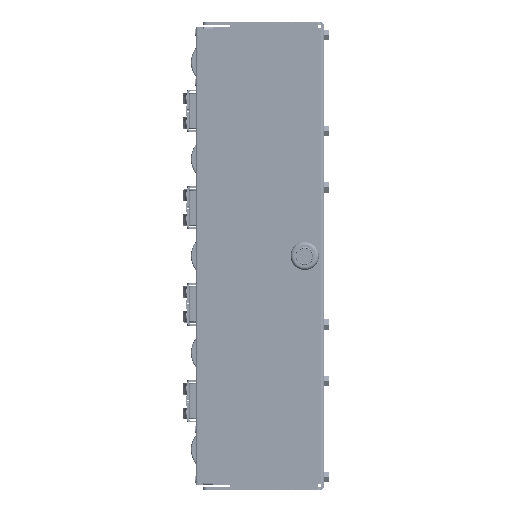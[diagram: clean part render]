
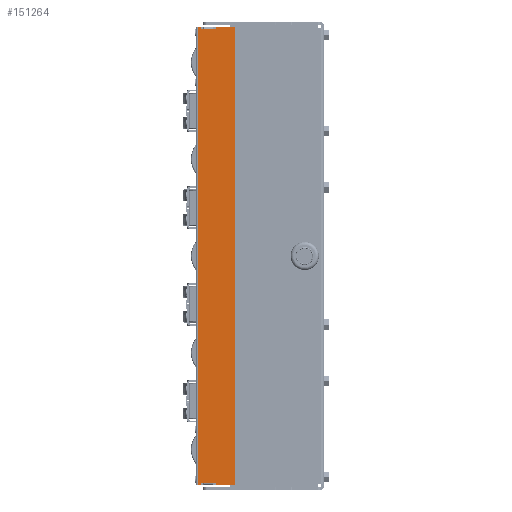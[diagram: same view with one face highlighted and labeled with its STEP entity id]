
A CAD part, left-side view. The second image highlights one B-rep face of the part: STEP entity #151264.
In plain terms, the highlighted planar face has unit normal (-1, 0, 0).
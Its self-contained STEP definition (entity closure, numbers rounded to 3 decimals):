
#12725=CIRCLE('',#165568,5.);
#12726=CIRCLE('',#165569,5.);
#20948=FACE_OUTER_BOUND('',#29670,.T.);
#29670=EDGE_LOOP('',(#118902,#118903,#118904,#118905,#118906,#118907,#118908,
#118909,#118910,#118911,#118912,#118913,#118914,#118915,#118916,#118917,
#118918,#118919,#118920,#118921,#118922,#118923));
#40428=LINE('',#247458,#51983);
#40430=LINE('',#247464,#51985);
#40435=LINE('',#247476,#51990);
#40436=LINE('',#247478,#51991);
#40437=LINE('',#247480,#51992);
#40438=LINE('',#247482,#51993);
#40439=LINE('',#247486,#51994);
#40440=LINE('',#247490,#51995);
#40441=LINE('',#247492,#51996);
#40442=LINE('',#247494,#51997);
#40443=LINE('',#247496,#51998);
#40444=LINE('',#247498,#51999);
#40445=LINE('',#247500,#52000);
#40446=LINE('',#247502,#52001);
#40447=LINE('',#247504,#52002);
#40448=LINE('',#247506,#52003);
#40449=LINE('',#247508,#52004);
#40450=LINE('',#247510,#52005);
#40451=LINE('',#247512,#52006);
#40452=LINE('',#247513,#52007);
#51983=VECTOR('',#201557,10.);
#51985=VECTOR('',#201563,10.);
#51990=VECTOR('',#201572,10.);
#51991=VECTOR('',#201573,10.);
#51992=VECTOR('',#201574,10.);
#51993=VECTOR('',#201575,10.);
#51994=VECTOR('',#201578,10.);
#51995=VECTOR('',#201581,10.);
#51996=VECTOR('',#201582,10.);
#51997=VECTOR('',#201583,10.);
#51998=VECTOR('',#201584,10.);
#51999=VECTOR('',#201585,10.);
#52000=VECTOR('',#201586,10.);
#52001=VECTOR('',#201587,10.);
#52002=VECTOR('',#201588,10.);
#52003=VECTOR('',#201589,10.);
#52004=VECTOR('',#201590,10.);
#52005=VECTOR('',#201591,10.);
#52006=VECTOR('',#201592,10.);
#52007=VECTOR('',#201593,10.);
#65309=VERTEX_POINT('',#247455);
#65310=VERTEX_POINT('',#247457);
#65312=VERTEX_POINT('',#247463);
#65317=VERTEX_POINT('',#247475);
#65318=VERTEX_POINT('',#247477);
#65319=VERTEX_POINT('',#247479);
#65320=VERTEX_POINT('',#247481);
#65321=VERTEX_POINT('',#247483);
#65322=VERTEX_POINT('',#247485);
#65323=VERTEX_POINT('',#247487);
#65324=VERTEX_POINT('',#247489);
#65325=VERTEX_POINT('',#247491);
#65326=VERTEX_POINT('',#247493);
#65327=VERTEX_POINT('',#247495);
#65328=VERTEX_POINT('',#247497);
#65329=VERTEX_POINT('',#247499);
#65330=VERTEX_POINT('',#247501);
#65331=VERTEX_POINT('',#247503);
#65332=VERTEX_POINT('',#247505);
#65333=VERTEX_POINT('',#247507);
#65334=VERTEX_POINT('',#247509);
#65335=VERTEX_POINT('',#247511);
#83993=EDGE_CURVE('',#65309,#65310,#40428,.T.);
#83996=EDGE_CURVE('',#65312,#65310,#40430,.T.);
#84002=EDGE_CURVE('',#65309,#65317,#40435,.T.);
#84003=EDGE_CURVE('',#65317,#65318,#40436,.T.);
#84004=EDGE_CURVE('',#65318,#65319,#40437,.T.);
#84005=EDGE_CURVE('',#65319,#65320,#40438,.T.);
#84006=EDGE_CURVE('',#65321,#65320,#12725,.T.);
#84007=EDGE_CURVE('',#65322,#65321,#40439,.T.);
#84008=EDGE_CURVE('',#65323,#65322,#12726,.T.);
#84009=EDGE_CURVE('',#65324,#65323,#40440,.T.);
#84010=EDGE_CURVE('',#65324,#65325,#40441,.T.);
#84011=EDGE_CURVE('',#65325,#65326,#40442,.T.);
#84012=EDGE_CURVE('',#65326,#65327,#40443,.T.);
#84013=EDGE_CURVE('',#65328,#65327,#40444,.T.);
#84014=EDGE_CURVE('',#65328,#65329,#40445,.T.);
#84015=EDGE_CURVE('',#65329,#65330,#40446,.T.);
#84016=EDGE_CURVE('',#65330,#65331,#40447,.T.);
#84017=EDGE_CURVE('',#65332,#65331,#40448,.T.);
#84018=EDGE_CURVE('',#65333,#65332,#40449,.T.);
#84019=EDGE_CURVE('',#65333,#65334,#40450,.T.);
#84020=EDGE_CURVE('',#65334,#65335,#40451,.T.);
#84021=EDGE_CURVE('',#65335,#65312,#40452,.T.);
#118902=ORIENTED_EDGE('',*,*,#83993,.F.);
#118903=ORIENTED_EDGE('',*,*,#84002,.T.);
#118904=ORIENTED_EDGE('',*,*,#84003,.T.);
#118905=ORIENTED_EDGE('',*,*,#84004,.T.);
#118906=ORIENTED_EDGE('',*,*,#84005,.T.);
#118907=ORIENTED_EDGE('',*,*,#84006,.F.);
#118908=ORIENTED_EDGE('',*,*,#84007,.F.);
#118909=ORIENTED_EDGE('',*,*,#84008,.F.);
#118910=ORIENTED_EDGE('',*,*,#84009,.F.);
#118911=ORIENTED_EDGE('',*,*,#84010,.T.);
#118912=ORIENTED_EDGE('',*,*,#84011,.T.);
#118913=ORIENTED_EDGE('',*,*,#84012,.T.);
#118914=ORIENTED_EDGE('',*,*,#84013,.F.);
#118915=ORIENTED_EDGE('',*,*,#84014,.T.);
#118916=ORIENTED_EDGE('',*,*,#84015,.T.);
#118917=ORIENTED_EDGE('',*,*,#84016,.T.);
#118918=ORIENTED_EDGE('',*,*,#84017,.F.);
#118919=ORIENTED_EDGE('',*,*,#84018,.F.);
#118920=ORIENTED_EDGE('',*,*,#84019,.T.);
#118921=ORIENTED_EDGE('',*,*,#84020,.T.);
#118922=ORIENTED_EDGE('',*,*,#84021,.T.);
#118923=ORIENTED_EDGE('',*,*,#83996,.T.);
#136898=PLANE('',#165567);
#151264=ADVANCED_FACE('',(#20948),#136898,.T.);
#165567=AXIS2_PLACEMENT_3D('',#247474,#201570,#201571);
#165568=AXIS2_PLACEMENT_3D('',#247484,#201576,#201577);
#165569=AXIS2_PLACEMENT_3D('',#247488,#201579,#201580);
#201557=DIRECTION('',(0.,1.,0.));
#201563=DIRECTION('',(0.,0.,-1.));
#201570=DIRECTION('center_axis',(-1.,0.,0.));
#201571=DIRECTION('ref_axis',(0.,0.,
-1.));
#201572=DIRECTION('',(0.,0.,1.));
#201573=DIRECTION('',(0.,-1.,0.));
#201574=DIRECTION('',(0.,0.,-1.));
#201575=DIRECTION('',(0.,-1.,0.));
#201576=DIRECTION('center_axis',(1.,0.,0.));
#201577=DIRECTION('ref_axis',(0.,-0.707,
-0.707));
#201578=DIRECTION('',(0.,0.,-1.));
#201579=DIRECTION('center_axis',(1.,0.,0.));
#201580=DIRECTION('ref_axis',(0.,-0.707,
0.707));
#201581=DIRECTION('',(0.,-1.,0.));
#201582=DIRECTION('',(0.,0.,-1.));
#201583=DIRECTION('',(0.,1.,0.));
#201584=DIRECTION('',(0.,0.,1.));
#201585=DIRECTION('',(0.,-1.,0.));
#201586=DIRECTION('',(0.,0.,-1.));
#201587=DIRECTION('',(0.,1.,0.));
#201588=DIRECTION('',(0.,0.,1.));
#201589=DIRECTION('',(0.,-1.,0.));
#201590=DIRECTION('',(0.,0.,1.));
#201591=DIRECTION('',(0.,-1.,0.));
#201592=DIRECTION('',(0.,0.,1.));
#201593=DIRECTION('',(0.,-1.,0.));
#247455=CARTESIAN_POINT('',(183.766,-153.551,-289.365));
#247457=CARTESIAN_POINT('',(183.766,-141.851,-289.365));
#247458=CARTESIAN_POINT('',(183.766,-132.051,-289.365));
#247463=CARTESIAN_POINT('',(183.766,-141.851,-288.665));
#247464=CARTESIAN_POINT('',(183.766,-141.851,-6.365));
#247474=CARTESIAN_POINT('Origin',(183.766,-132.051,275.935));
#247475=CARTESIAN_POINT('',(183.766,-153.551,-288.665));
#247476=CARTESIAN_POINT('',(183.766,-153.551,-7.865));
#247477=CARTESIAN_POINT('',(183.766,-156.551,-288.665));
#247478=CARTESIAN_POINT('',(183.766,-142.801,-288.665));
#247479=CARTESIAN_POINT('',(183.766,-156.551,-291.665));
#247480=CARTESIAN_POINT('',(183.766,-156.551,-6.365));
#247481=CARTESIAN_POINT('',(183.766,-190.051,-291.665));
#247482=CARTESIAN_POINT('',(183.766,-132.051,-291.665));
#247483=CARTESIAN_POINT('',(183.766,-195.051,-286.665));
#247484=CARTESIAN_POINT('Origin',(183.766,-190.051,-286.665));
#247485=CARTESIAN_POINT('',(183.766,-195.051,270.935));
#247486=CARTESIAN_POINT('',(183.766,-195.051,-291.665));
#247487=CARTESIAN_POINT('',(183.766,-190.051,275.935));
#247488=CARTESIAN_POINT('Origin',(183.766,-190.051,270.935));
#247489=CARTESIAN_POINT('',(183.766,-156.551,275.935));
#247490=CARTESIAN_POINT('',(183.766,-132.051,275.935));
#247491=CARTESIAN_POINT('',(183.766,-156.551,272.935));
#247492=CARTESIAN_POINT('',(183.766,-156.551,275.935));
#247493=CARTESIAN_POINT('',(183.766,-153.551,272.935));
#247494=CARTESIAN_POINT('',(183.766,-144.301,272.935));
#247495=CARTESIAN_POINT('',(183.766,-153.551,273.635));
#247496=CARTESIAN_POINT('',(183.766,-153.551,274.435));
#247497=CARTESIAN_POINT('',(183.766,-141.851,273.635));
#247498=CARTESIAN_POINT('',(183.766,-132.051,273.635));
#247499=CARTESIAN_POINT('',(183.766,-141.851,272.935));
#247500=CARTESIAN_POINT('',(183.766,-141.851,275.935));
#247501=CARTESIAN_POINT('',(183.766,-138.851,272.935));
#247502=CARTESIAN_POINT('',(183.766,-136.951,272.935));
#247503=CARTESIAN_POINT('',(183.766,-138.851,275.935));
#247504=CARTESIAN_POINT('',(183.766,-138.851,274.435));
#247505=CARTESIAN_POINT('',(183.766,-134.351,275.935));
#247506=CARTESIAN_POINT('',(183.766,-132.051,275.935));
#247507=CARTESIAN_POINT('',(183.766,-134.351,-291.665));
#247508=CARTESIAN_POINT('',(183.766,-134.351,134.035));
#247509=CARTESIAN_POINT('',(183.766,-138.851,-291.665));
#247510=CARTESIAN_POINT('',(183.766,-132.051,-291.665));
#247511=CARTESIAN_POINT('',(183.766,-138.851,-288.665));
#247512=CARTESIAN_POINT('',(183.766,-138.851,-7.865));
#247513=CARTESIAN_POINT('',(183.766,-135.451,-288.665));
